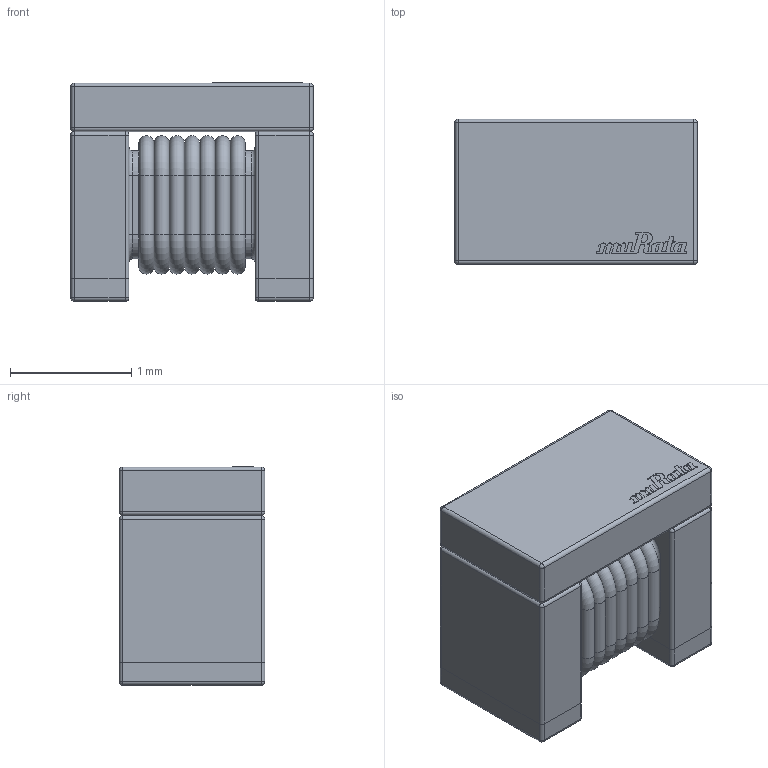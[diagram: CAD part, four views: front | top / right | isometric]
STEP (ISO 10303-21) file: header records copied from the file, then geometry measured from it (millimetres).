
FILE_DESCRIPTION(/* description */ (''),/* implementation_level */ '2;1');
FILE_NAME(/* name */ 'Murata LQW21FT1R0M0HL - .stp',/* time_stamp */ '2021-09-08T16:23:59-04:00',/* author */ ('rabri'),/* organization */ (''),/* preprocessor_version */ 'ST-DEVELOPER v18',/* originating_system */ 'Autodesk Inventor 2020',/* authorisation */ '');
FILE_SCHEMA (('AUTOMOTIVE_DESIGN { 1 0 10303 214 3 1 1 }'));
Length unit declared in the file: millimetre
Products named in the file (6): Murata LQW15ANR12J00D - 120nH Unshielded Wirewound Inductor 110mA 2.6
6Ohm Max 0402 (1005 Metric); body; coil; top; terminals; logo
Assembly tree (5 placements, depth 2):
  Murata LQW15ANR12J00D - 120nH Unshielded Wirewound Inductor 110mA 2.6
6Ohm Max 0402 (1005 Metric)
    body
    coil
    top
    terminals
    logo
Bounding box: 2 x 1.2 x 1.8 mm (x, y, z)
Volume: 3.7 mm3; surface area: 32.6 mm2
Topology: 12 solids, 12 shells, 383 faces, 1081 edges, 710 vertices
Faces by surface type: bspline 119, plane 108, cylinder 96, torus 36, sphere 24
Full cylindrical faces by diameter (mm): 0.125 x28
Entity records: 14321 total; most frequent: CARTESIAN_POINT 4448, ORIENTED_EDGE 2162, DIRECTION 1873, EDGE_CURVE 1081, VERTEX_POINT 710, AXIS2_PLACEMENT_3D 685, LINE 503, VECTOR 503
